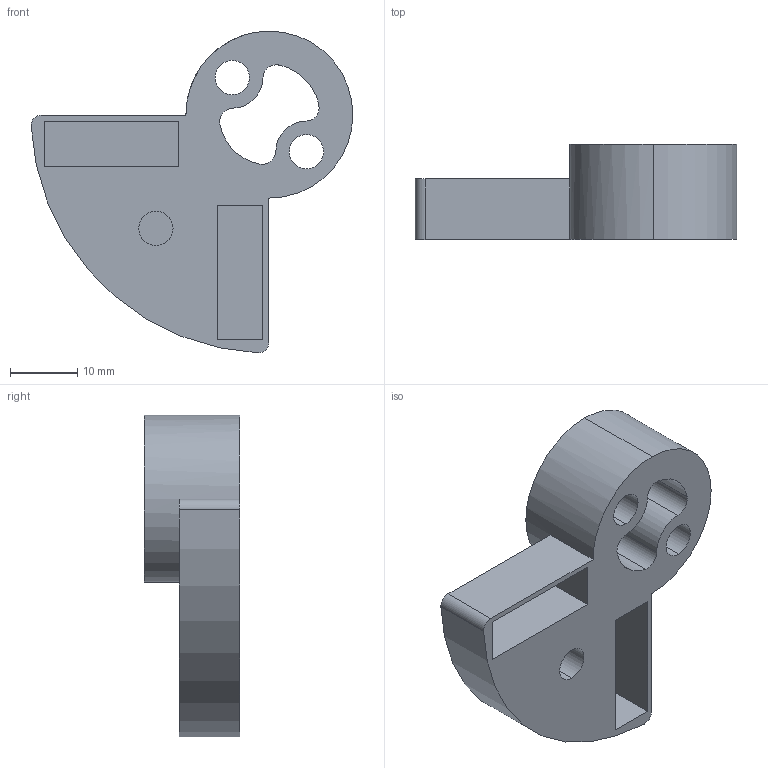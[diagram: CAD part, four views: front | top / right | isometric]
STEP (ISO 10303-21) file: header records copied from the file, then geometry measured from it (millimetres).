
FILE_DESCRIPTION (( 'STEP AP203' ), '1' );
FILE_NAME ('matrix back swivel V2.STEP', '2022-05-02T14:03:21', ( '' ), ( '' ), 'SwSTEP 2.0', 'SolidWorks 2020', '' );
FILE_SCHEMA (( 'CONFIG_CONTROL_DESIGN' ));
Length unit declared in the file: millimetre
Products named in the file (1): matrix back swivel V2
Bounding box: 47.89 x 14.15 x 47.89 mm (x, y, z)
Volume: 10343.5 mm3; surface area: 6139.8 mm2
Topology: 1 solids, 1 shells, 37 faces, 96 edges, 64 vertices
Faces by surface type: cylinder 21, plane 16
Entity records: 1243 total; most frequent: DIRECTION 216, CARTESIAN_POINT 198, ORIENTED_EDGE 192, EDGE_CURVE 96, AXIS2_PLACEMENT_3D 82, VERTEX_POINT 64, LINE 52, VECTOR 52
